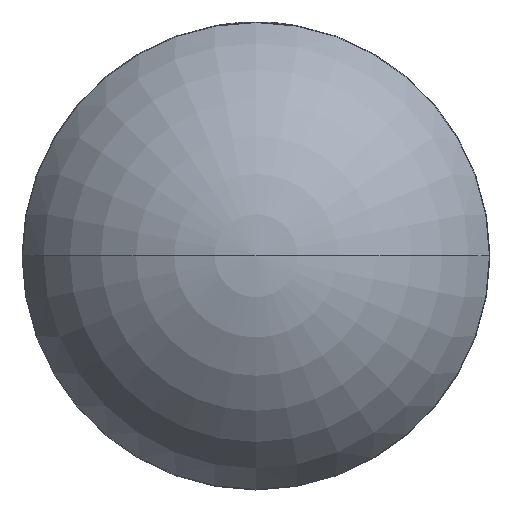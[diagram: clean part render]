
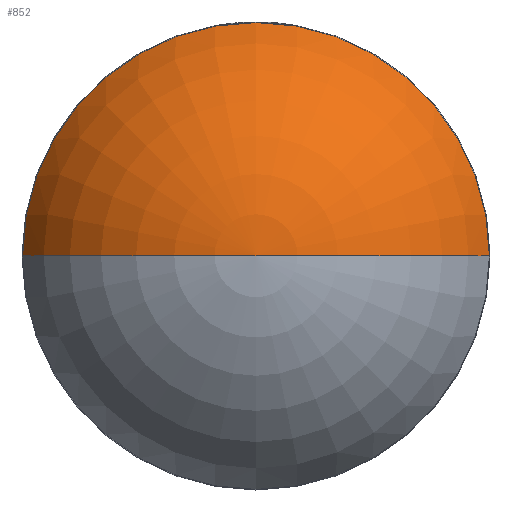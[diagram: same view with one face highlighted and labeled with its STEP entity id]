
A CAD part, top view. The second image highlights one B-rep face of the part: STEP entity #852.
In plain terms, the highlighted toroidal (fillet/blend) face has major radius 0.003 mm and minor radius 41.41 mm.
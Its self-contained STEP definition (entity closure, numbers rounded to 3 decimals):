
#49 = AXIS2_PLACEMENT_3D ( 'NONE', #1546, #464, #1541 ) ;
#112 = AXIS2_PLACEMENT_3D ( 'NONE', #897, #1055, #732 ) ;
#177 = CIRCLE ( 'NONE', #1345, 41.41 ) ;
#301 = CARTESIAN_POINT ( 'NONE',  ( -7.426, 21.38, 113.418 ) ) ;
#343 = ORIENTED_EDGE ( 'NONE', *, *, #2075, .T. ) ;
#464 = DIRECTION ( 'NONE',  ( 0., 0., 1. ) ) ;
#506 = CIRCLE ( 'NONE', #793, 41.41 ) ;
#551 = VERTEX_POINT ( 'NONE', #1906 ) ;
#661 = CARTESIAN_POINT ( 'NONE',  ( -44.823, 21.38, 95.635 ) ) ;
#691 = VERTEX_POINT ( 'NONE', #301 ) ;
#732 = DIRECTION ( 'NONE',  ( 1., 0., 0. ) ) ;
#793 = AXIS2_PLACEMENT_3D ( 'NONE', #661, #1010, #1770 ) ;
#852 = ADVANCED_FACE ( 'NONE', ( #2272 ), #984, .T. ) ;
#897 = CARTESIAN_POINT ( 'NONE',  ( -44.821, 21.38, 95.635 ) ) ;
#964 = CARTESIAN_POINT ( 'NONE',  ( -44.821, 21.38, 137.045 ) ) ;
#984 = TOROIDAL_SURFACE ( 'NONE', #112, -0.002, 41.41 ) ;
#1010 = DIRECTION ( 'NONE',  ( 0., -1., 0. ) ) ;
#1055 = DIRECTION ( 'NONE',  ( 0., 0., 1. ) ) ;
#1063 = CIRCLE ( 'NONE', #49, 37.395 ) ;
#1345 = AXIS2_PLACEMENT_3D ( 'NONE', #1513, #1521, #2234 ) ;
#1390 = EDGE_LOOP ( 'NONE', ( #1809, #343, #1613 ) ) ;
#1513 = CARTESIAN_POINT ( 'NONE',  ( -44.818, 21.38, 95.635 ) ) ;
#1521 = DIRECTION ( 'NONE',  ( 0., 1., 0. ) ) ;
#1541 = DIRECTION ( 'NONE',  ( -1., 0., 0. ) ) ;
#1546 = CARTESIAN_POINT ( 'NONE',  ( -44.821, 21.38, 113.418 ) ) ;
#1613 = ORIENTED_EDGE ( 'NONE', *, *, #2349, .F. ) ;
#1698 = EDGE_CURVE ( 'NONE', #691, #551, #1063, .T. ) ;
#1770 = DIRECTION ( 'NONE',  ( 0., 0., -1. ) ) ;
#1809 = ORIENTED_EDGE ( 'NONE', *, *, #1698, .T. ) ;
#1906 = CARTESIAN_POINT ( 'NONE',  ( -82.216, 21.38, 113.418 ) ) ;
#2044 = VERTEX_POINT ( 'NONE', #964 ) ;
#2075 = EDGE_CURVE ( 'NONE', #551, #2044, #177, .T. ) ;
#2234 = DIRECTION ( 'NONE',  ( -1., 0., 0. ) ) ;
#2272 = FACE_OUTER_BOUND ( 'NONE', #1390, .T. ) ;
#2349 = EDGE_CURVE ( 'NONE', #691, #2044, #506, .T. ) ;
